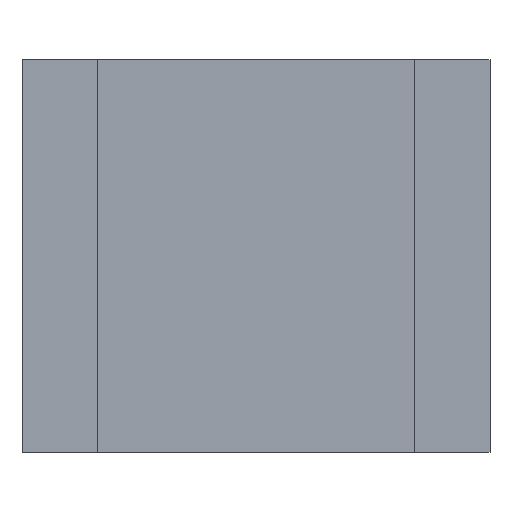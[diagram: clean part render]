
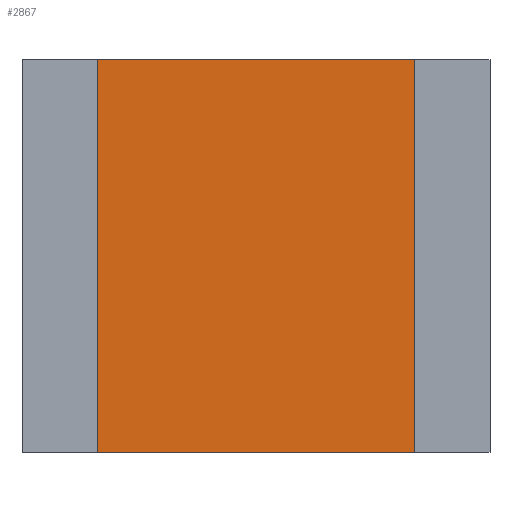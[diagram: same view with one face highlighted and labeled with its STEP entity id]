
A CAD part, front view. The second image highlights one B-rep face of the part: STEP entity #2867.
In plain terms, the highlighted planar face has unit normal (0, -1, 0).
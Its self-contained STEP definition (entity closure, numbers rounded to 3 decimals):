
#2828=CARTESIAN_POINT('',(-1.518,0.033,-4.391));
#2829=DIRECTION('',(0.,-1.,0.));
#2830=DIRECTION('',(0.,0.,-1.));
#2831=AXIS2_PLACEMENT_3D('',#2828,#2829,#2830);
#2832=PLANE('',#2831);
#2833=CARTESIAN_POINT('',(-1.518,0.033,-1.3));
#2834=VERTEX_POINT('',#2833);
#2835=CARTESIAN_POINT('',(-1.518,0.033,1.3));
#2836=VERTEX_POINT('',#2835);
#2837=CARTESIAN_POINT('',(-1.518,0.033,-1.3));
#2838=DIRECTION('',(0.,-0.,1.));
#2839=VECTOR('',#2838,2.6);
#2840=LINE('',#2837,#2839);
#2841=EDGE_CURVE('',#2834,#2836,#2840,.T.);
#2842=ORIENTED_EDGE('',*,*,#2841,.F.);
#2843=CARTESIAN_POINT('',(1.518,0.033,-1.3));
#2844=VERTEX_POINT('',#2843);
#2845=CARTESIAN_POINT('',(-1.518,0.033,-1.3));
#2846=DIRECTION('',(1.,0.,0.));
#2847=VECTOR('',#2846,3.035);
#2848=LINE('',#2845,#2847);
#2849=EDGE_CURVE('',#2834,#2844,#2848,.T.);
#2850=ORIENTED_EDGE('',*,*,#2849,.T.);
#2851=CARTESIAN_POINT('',(1.518,0.033,1.3));
#2852=VERTEX_POINT('',#2851);
#2853=CARTESIAN_POINT('',(1.518,0.033,-1.3));
#2854=DIRECTION('',(0.,-0.,1.));
#2855=VECTOR('',#2854,2.6);
#2856=LINE('',#2853,#2855);
#2857=EDGE_CURVE('',#2844,#2852,#2856,.T.);
#2858=ORIENTED_EDGE('',*,*,#2857,.T.);
#2859=CARTESIAN_POINT('',(-1.518,0.033,1.3));
#2860=DIRECTION('',(1.,0.,0.));
#2861=VECTOR('',#2860,3.035);
#2862=LINE('',#2859,#2861);
#2863=EDGE_CURVE('',#2836,#2852,#2862,.T.);
#2864=ORIENTED_EDGE('',*,*,#2863,.F.);
#2865=EDGE_LOOP('',(#2842,#2850,#2858,#2864));
#2866=FACE_BOUND('',#2865,.T.);
#2867=ADVANCED_FACE('',(#2866),#2832,.T.);
